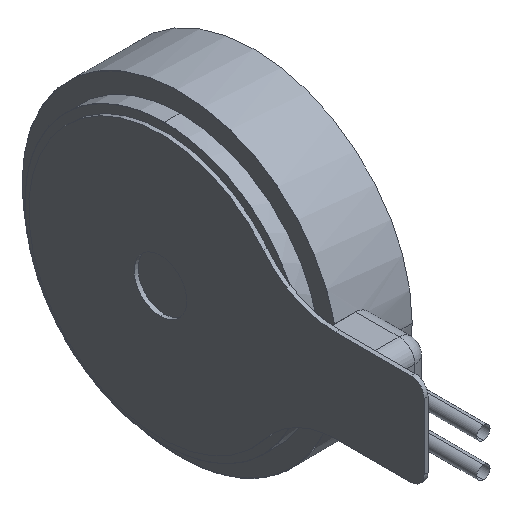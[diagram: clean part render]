
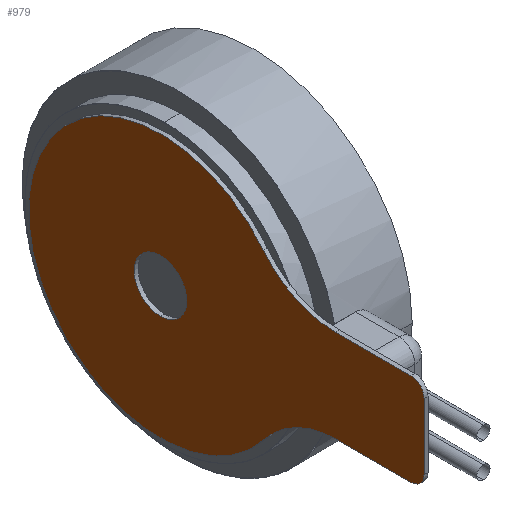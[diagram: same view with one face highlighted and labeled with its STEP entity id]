
A CAD part, isometric view. The second image highlights one B-rep face of the part: STEP entity #979.
In plain terms, the highlighted planar face has unit normal (-1, 0, 0).
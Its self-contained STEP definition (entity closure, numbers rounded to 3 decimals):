
#25=FACE_BOUND('',#313,.T.);
#31=LINE('',#1591,#123);
#32=LINE('',#1595,#124);
#33=LINE('',#1598,#125);
#123=VECTOR('',#1262,2.777);
#124=VECTOR('',#1265,2.5);
#125=VECTOR('',#1268,2.854);
#274=FACE_OUTER_BOUND('',#312,.T.);
#312=EDGE_LOOP('',(#795,#796,#797,#798,#799,#800,#801,#802));
#313=EDGE_LOOP('',(#803));
#357=CIRCLE('',#1117,3.5);
#358=CIRCLE('',#1118,5.);
#359=CIRCLE('',#1119,3.5);
#360=CIRCLE('',#1120,0.5);
#361=CIRCLE('',#1121,0.5);
#362=CIRCLE('',#1122,1.);
#439=VERTEX_POINT('',#1583);
#440=VERTEX_POINT('',#1584);
#441=VERTEX_POINT('',#1586);
#442=VERTEX_POINT('',#1588);
#443=VERTEX_POINT('',#1590);
#444=VERTEX_POINT('',#1592);
#445=VERTEX_POINT('',#1594);
#446=VERTEX_POINT('',#1596);
#447=VERTEX_POINT('',#1599);
#617=EDGE_CURVE('',#439,#440,#357,.T.);
#618=EDGE_CURVE('',#440,#441,#358,.T.);
#619=EDGE_CURVE('',#441,#442,#359,.T.);
#620=EDGE_CURVE('',#442,#443,#31,.T.);
#621=EDGE_CURVE('',#443,#444,#360,.T.);
#622=EDGE_CURVE('',#444,#445,#32,.T.);
#623=EDGE_CURVE('',#445,#446,#361,.T.);
#624=EDGE_CURVE('',#446,#439,#33,.T.);
#625=EDGE_CURVE('',#447,#447,#362,.T.);
#795=ORIENTED_EDGE('',*,*,#617,.T.);
#796=ORIENTED_EDGE('',*,*,#618,.T.);
#797=ORIENTED_EDGE('',*,*,#619,.T.);
#798=ORIENTED_EDGE('',*,*,#620,.T.);
#799=ORIENTED_EDGE('',*,*,#621,.T.);
#800=ORIENTED_EDGE('',*,*,#622,.T.);
#801=ORIENTED_EDGE('',*,*,#623,.T.);
#802=ORIENTED_EDGE('',*,*,#624,.T.);
#803=ORIENTED_EDGE('',*,*,#625,.T.);
#962=PLANE('',#1116);
#979=ADVANCED_FACE('',(#274,#25),#962,.T.);
#1116=AXIS2_PLACEMENT_3D('',#1582,#1254,#1255);
#1117=AXIS2_PLACEMENT_3D('',#1585,#1256,#1257);
#1118=AXIS2_PLACEMENT_3D('',#1587,#1258,#1259);
#1119=AXIS2_PLACEMENT_3D('',#1589,#1260,#1261);
#1120=AXIS2_PLACEMENT_3D('',#1593,#1263,#1264);
#1121=AXIS2_PLACEMENT_3D('',#1597,#1266,#1267);
#1122=AXIS2_PLACEMENT_3D('',#1600,#1269,#1270);
#1254=DIRECTION('center_axis',(-1.,0.,0.));
#1255=DIRECTION('ref_axis',(0.,0.,1.));
#1256=DIRECTION('center_axis',(1.,0.,0.));
#1257=DIRECTION('ref_axis',(0.,0.,-1.));
#1258=DIRECTION('center_axis',(-1.,0.,0.));
#1259=DIRECTION('ref_axis',(0.,-0.782,0.623));
#1260=DIRECTION('center_axis',(1.,0.,0.));
#1261=DIRECTION('ref_axis',(0.,0.791,0.612));
#1262=DIRECTION('',(0.,-1.,0.));
#1263=DIRECTION('center_axis',(-1.,0.,0.));
#1264=DIRECTION('ref_axis',(0.,0.,-1.));
#1265=DIRECTION('',(0.,0.,1.));
#1266=DIRECTION('center_axis',(-1.,0.,0.));
#1267=DIRECTION('ref_axis',(0.,-1.,0.));
#1268=DIRECTION('',(0.,1.,0.));
#1269=DIRECTION('center_axis',(1.,0.,0.));
#1270=DIRECTION('ref_axis',(0.,0.,-1.));
#1582=CARTESIAN_POINT('Origin',(-0.15,5.305,0.));
#1583=CARTESIAN_POINT('',(-0.15,-6.646,1.8));
#1584=CARTESIAN_POINT('',(-0.15,-3.909,3.117));
#1585=CARTESIAN_POINT('Origin',(-0.15,-6.646,5.3));
#1586=CARTESIAN_POINT('',(-0.15,-3.955,-3.059));
#1587=CARTESIAN_POINT('Origin',(-0.15,0.,0.));
#1588=CARTESIAN_POINT('',(-0.15,-6.723,-1.7));
#1589=CARTESIAN_POINT('Origin',(-0.15,-6.723,-5.2));
#1590=CARTESIAN_POINT('',(-0.15,-9.5,-1.7));
#1591=CARTESIAN_POINT('',(-0.15,-6.723,-1.7));
#1592=CARTESIAN_POINT('',(-0.15,-10.,-1.2));
#1593=CARTESIAN_POINT('Origin',(-0.15,-9.5,-1.2));
#1594=CARTESIAN_POINT('',(-0.15,-10.,1.3));
#1595=CARTESIAN_POINT('',(-0.15,-10.,-1.2));
#1596=CARTESIAN_POINT('',(-0.15,-9.5,1.8));
#1597=CARTESIAN_POINT('Origin',(-0.15,-9.5,1.3));
#1598=CARTESIAN_POINT('',(-0.15,-9.5,1.8));
#1599=CARTESIAN_POINT('',(-0.15,0.,1.));
#1600=CARTESIAN_POINT('Origin',(-0.15,0.,0.));
